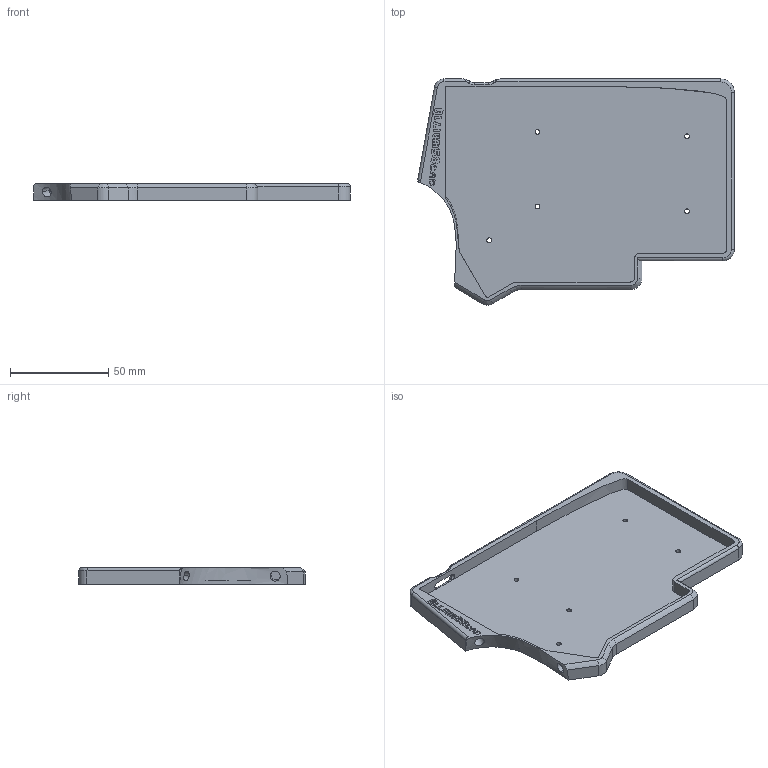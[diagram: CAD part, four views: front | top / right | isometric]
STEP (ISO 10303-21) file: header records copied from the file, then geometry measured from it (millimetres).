
FILE_DESCRIPTION (( 'STEP AP214' ), '1' );
FILE_NAME ('Allium58CAD_BottomRight.STEP', '2024-05-21T18:18:32', ( '' ), ( '' ), 'SwSTEP 2.0', 'SolidWorks 2022', '' );
FILE_SCHEMA (( 'AUTOMOTIVE_DESIGN' ));
Length unit declared in the file: millimetre
Products named in the file (1): Allium58CAD_BottomRight
Bounding box: 161.46 x 115.25 x 8.5 mm (x, y, z)
Volume: 44645.7 mm3; surface area: 38472.3 mm2
Topology: 1 solids, 1 shells, 312 faces, 842 edges, 546 vertices
Faces by surface type: plane 185, bspline 69, cylinder 47, torus 11
Entity records: 14309 total; most frequent: CARTESIAN_POINT 6870, ORIENTED_EDGE 1680, DIRECTION 1275, EDGE_CURVE 840, LINE 583, VECTOR 583, VERTEX_POINT 546, AXIS2_PLACEMENT_3D 346
